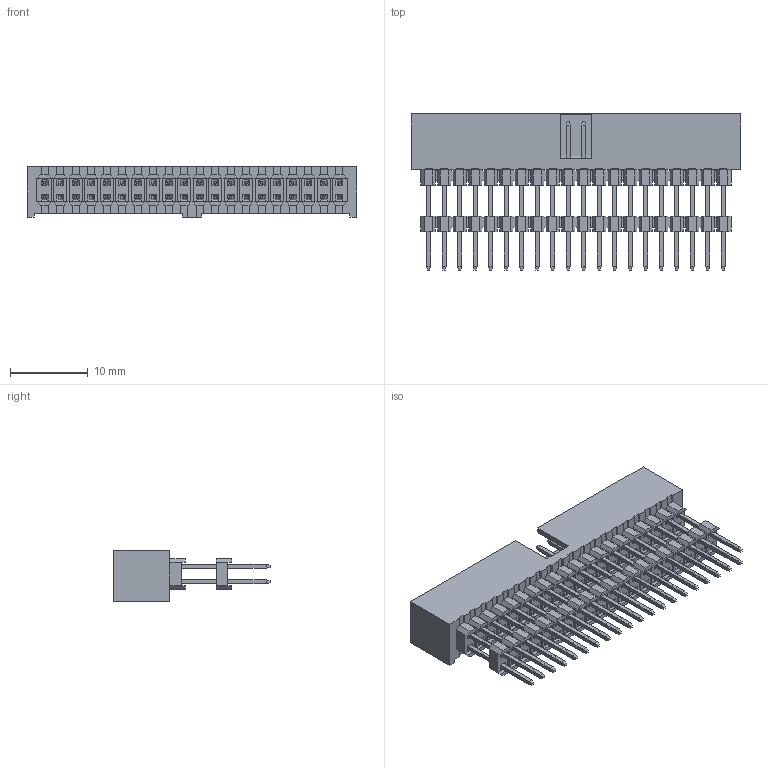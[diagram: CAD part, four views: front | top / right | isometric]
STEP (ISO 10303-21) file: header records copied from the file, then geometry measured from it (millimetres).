
FILE_DESCRIPTION( ('This file contains a STEP AP42 implementation' ,'as created by ZW3D STEP Interface translator.') ,'2;1' );
FILE_NAME( '3123-XXSXXBD00X1.stp' ,'2312 7.144421', (''), ('ZWCAD Software Co.'), 'Version 1.0', 'ZW3D to STEP translator', '' );
FILE_SCHEMA(('AUTOMOTIVE_DESIGN { 1 0 10303 214 1 1 1 1 }'));
Length unit declared in the file: millimetre
Products named in the file (1): 0
Bounding box: 42.5 x 20.15 x 6.5 mm (x, y, z)
Volume: 1371.6 mm3; surface area: 4164.9 mm2
Topology: 1 solids, 1 shells, 2631 faces, 7353 edges, 4568 vertices
Faces by surface type: plane 2631
Entity records: 101888 total; most frequent: CARTESIAN_POINT 43028, ORIENTED_EDGE 14708, EDGE_CURVE 7353, DIRECTION 6922, B_SPLINE_CURVE_WITH_KNOTS 5695, VERTEX_POINT 4568, EDGE_LOOP 2871, AXIS2_PLACEMENT_3D 2632
